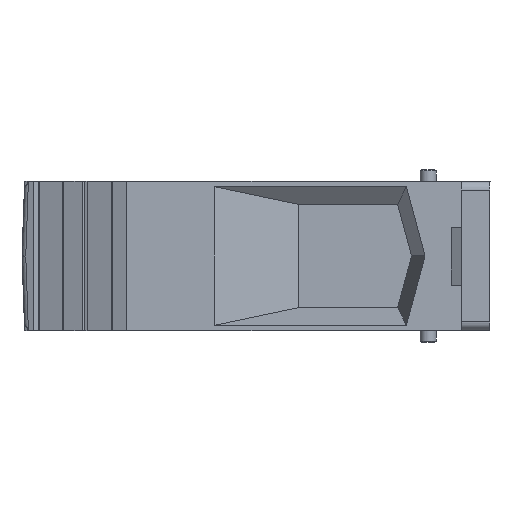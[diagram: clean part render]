
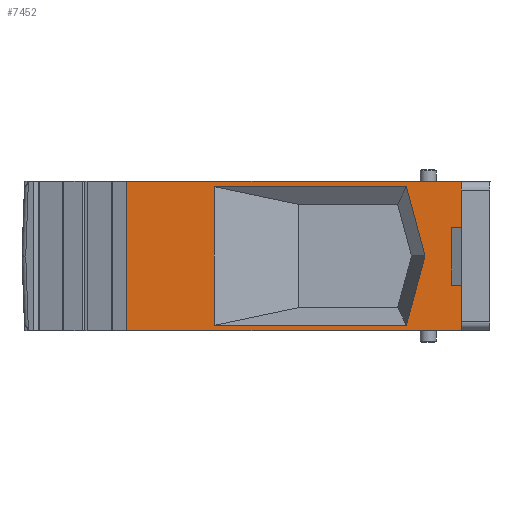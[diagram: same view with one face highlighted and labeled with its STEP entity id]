
A CAD part, left-side view. The second image highlights one B-rep face of the part: STEP entity #7452.
In plain terms, the highlighted face is planar.
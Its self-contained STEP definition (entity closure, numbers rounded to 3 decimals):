
#681=DIRECTION('',(0.,-0.94,0.342));
#682=VECTOR('',#681,58.341);
#683=CARTESIAN_POINT('',(-9.,-2.968,-17.757));
#684=LINE('',#683,#682);
#1663=DIRECTION('',(1.,0.,0.));
#1664=VECTOR('',#1663,8.);
#1665=CARTESIAN_POINT('',(9.,-57.791,2.197));
#1666=LINE('',#1665,#1664);
#1750=DIRECTION('',(0.,-0.94,0.342));
#1751=VECTOR('',#1750,1.8);
#1752=CARTESIAN_POINT('',(9.,-56.099,1.581));
#1753=LINE('',#1752,#1751);
#1757=DIRECTION('',(0.,0.94,-0.342));
#1758=VECTOR('',#1757,1.8);
#1759=CARTESIAN_POINT('',(-1.1,-57.791,2.197));
#1760=LINE('',#1759,#1758);
#1771=DIRECTION('',(1.,0.,0.));
#1772=VECTOR('',#1771,26.);
#1773=CARTESIAN_POINT('',(-9.,-2.968,-17.757));
#1774=LINE('',#1773,#1772);
#1778=DIRECTION('',(0.,-0.94,0.342));
#1779=VECTOR('',#1778,58.341);
#1780=CARTESIAN_POINT('',(17.,-2.968,-17.757));
#1781=LINE('',#1780,#1779);
#1785=DIRECTION('',(-1.,0.,0.));
#1786=VECTOR('',#1785,10.1);
#1787=CARTESIAN_POINT('',(9.,-56.099,1.581));
#1788=LINE('',#1787,#1786);
#1792=DIRECTION('',(-1.,0.,0.));
#1793=VECTOR('',#1792,7.9);
#1794=CARTESIAN_POINT('',(-1.1,-57.791,2.197));
#1795=LINE('',#1794,#1793);
#1799=DIRECTION('',(0.966,-0.243,0.089));
#1800=VECTOR('',#1799,12.52);
#1801=CARTESIAN_POINT('',(-8.094,-48.786,
-1.081));
#1802=LINE('',#1801,#1800);
#1806=DIRECTION('',(0.966,0.243,-0.089));
#1807=VECTOR('',#1806,12.52);
#1808=CARTESIAN_POINT('',(4.,-51.831,
0.028));
#1809=LINE('',#1808,#1807);
#1813=DIRECTION('',(0.,0.94,-0.342));
#1814=VECTOR('',#1813,33.54);
#1815=CARTESIAN_POINT('',(16.094,-48.786,
-1.081));
#1816=LINE('',#1815,#1814);
#4249=DIRECTION('',(0.,0.94,-0.342));
#4250=VECTOR('',#4249,33.54);
#4251=CARTESIAN_POINT('',(-8.094,-48.786,
-1.081));
#4252=LINE('',#4251,#4250);
#4312=DIRECTION('',(1.,0.,0.));
#4313=VECTOR('',#4312,24.187);
#4314=CARTESIAN_POINT('',(-8.094,-17.269,
-12.552));
#4315=LINE('',#4314,#4313);
#5828=CARTESIAN_POINT('',(-9.,-2.968,-17.757));
#5829=VERTEX_POINT('',#5828);
#5830=CARTESIAN_POINT('',(-9.,-57.791,2.197));
#5831=VERTEX_POINT('',#5830);
#5932=CARTESIAN_POINT('',(17.,-57.791,2.197));
#5934=VERTEX_POINT('',#5932);
#5936=CARTESIAN_POINT('',(17.,-2.968,-17.757));
#5937=VERTEX_POINT('',#5936);
#6163=CARTESIAN_POINT('',(9.,-57.791,2.197));
#6165=VERTEX_POINT('',#6163);
#6174=CARTESIAN_POINT('',(-1.1,-57.791,2.197));
#6175=VERTEX_POINT('',#6174);
#6180=CARTESIAN_POINT('',(9.,-56.099,1.581));
#6181=VERTEX_POINT('',#6180);
#6184=CARTESIAN_POINT('',(-1.1,-56.099,1.581));
#6185=VERTEX_POINT('',#6184);
#6186=CARTESIAN_POINT('',(-8.094,-48.786,
-1.081));
#6187=CARTESIAN_POINT('',(-8.094,-17.269,
-12.552));
#6188=VERTEX_POINT('',#6186);
#6189=VERTEX_POINT('',#6187);
#6190=CARTESIAN_POINT('',(4.,-51.831,
0.028));
#6191=VERTEX_POINT('',#6190);
#6192=CARTESIAN_POINT('',(16.094,-48.786,
-1.081));
#6193=VERTEX_POINT('',#6192);
#6194=CARTESIAN_POINT('',(16.094,-17.269,
-12.552));
#6195=VERTEX_POINT('',#6194);
#7423=CARTESIAN_POINT('',(4.,-51.024,-0.266));
#7424=DIRECTION('',(0.,0.342,0.94));
#7425=DIRECTION('',(0.,0.94,-0.342));
#7426=AXIS2_PLACEMENT_3D('',#7423,#7424,#7425);
#7427=PLANE('',#7426);
#7428=ORIENTED_EDGE('',*,*,#6874,.F.);
#7430=ORIENTED_EDGE('',*,*,#7429,.T.);
#7431=ORIENTED_EDGE('',*,*,#7066,.T.);
#7432=ORIENTED_EDGE('',*,*,#7326,.F.);
#7433=ORIENTED_EDGE('',*,*,#7369,.F.);
#7435=ORIENTED_EDGE('',*,*,#7434,.T.);
#7436=ORIENTED_EDGE('',*,*,#7408,.F.);
#7437=ORIENTED_EDGE('',*,*,#7343,.T.);
#7438=EDGE_LOOP('',(#7428,#7430,#7431,#7432,#7433,#7435,#7436,#7437));
#7439=FACE_OUTER_BOUND('',#7438,.F.);
#7441=ORIENTED_EDGE('',*,*,#7440,.F.);
#7443=ORIENTED_EDGE('',*,*,#7442,.T.);
#7445=ORIENTED_EDGE('',*,*,#7444,.T.);
#7447=ORIENTED_EDGE('',*,*,#7446,.T.);
#7449=ORIENTED_EDGE('',*,*,#7448,.F.);
#7450=EDGE_LOOP('',(#7441,#7443,#7445,#7447,#7449));
#7451=FACE_BOUND('',#7450,.F.);
#6874=EDGE_CURVE('',#5829,#5831,#684,.T.);
#7066=EDGE_CURVE('',#5937,#5934,#1781,.T.);
#7326=EDGE_CURVE('',#6165,#5934,#1666,.T.);
#7343=EDGE_CURVE('',#6175,#5831,#1795,.T.);
#7369=EDGE_CURVE('',#6181,#6165,#1753,.T.);
#7408=EDGE_CURVE('',#6175,#6185,#1760,.T.);
#7429=EDGE_CURVE('',#5829,#5937,#1774,.T.);
#7434=EDGE_CURVE('',#6181,#6185,#1788,.T.);
#7440=EDGE_CURVE('',#6188,#6189,#4252,.T.);
#7442=EDGE_CURVE('',#6188,#6191,#1802,.T.);
#7444=EDGE_CURVE('',#6191,#6193,#1809,.T.);
#7446=EDGE_CURVE('',#6193,#6195,#1816,.T.);
#7448=EDGE_CURVE('',#6189,#6195,#4315,.T.);
#7452=ADVANCED_FACE('',(#7439,#7451),#7427,.T.);
